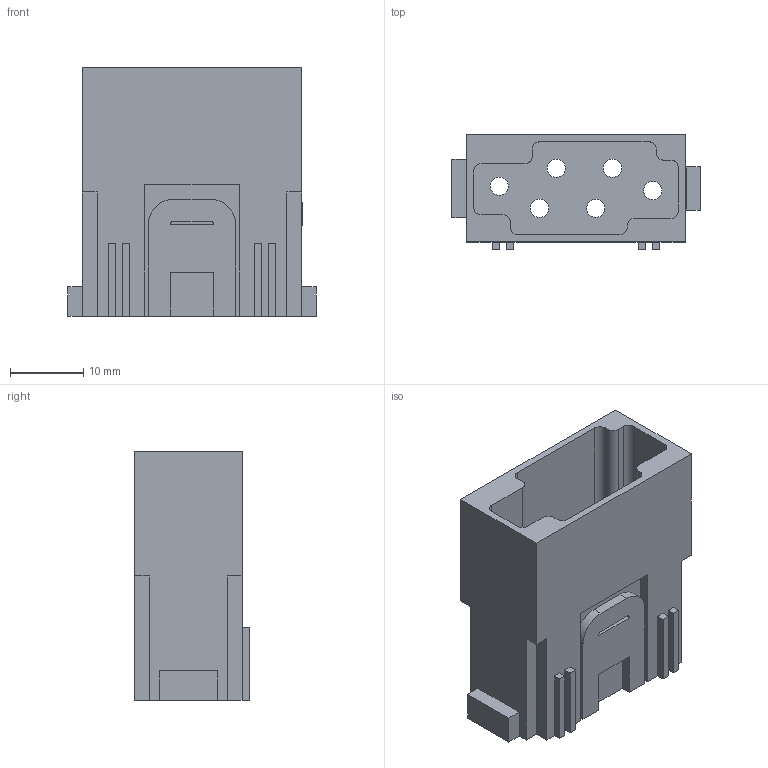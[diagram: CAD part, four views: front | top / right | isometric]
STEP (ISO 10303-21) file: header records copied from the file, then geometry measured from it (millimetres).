
FILE_DESCRIPTION((''),'2;1');
FILE_NAME('CX 06 CM.stp','2006-12-08T08:13:44',('gembarski'),(''),'Autodesk Inventor 7','Autodesk Inventor 7','');
FILE_SCHEMA(('AUTOMOTIVE_DESIGN { 1 0 10303 214 1 1 1 1 }'));
Length unit declared in the file: millimetre
Products named in the file (1): CX 06 CM
Bounding box: 34 x 15.7 x 34 mm (x, y, z)
Volume: 8058.6 mm3; surface area: 7259.8 mm2
Topology: 1 solids, 1 shells, 307 faces, 843 edges, 562 vertices
Faces by surface type: plane 174, bspline 85, cylinder 48
Entity records: 10186 total; most frequent: CARTESIAN_POINT 2654, ORIENTED_EDGE 1686, DIRECTION 1319, EDGE_CURVE 843, VECTOR 617, LINE 617, VERTEX_POINT 562, AXIS2_PLACEMENT_3D 351
